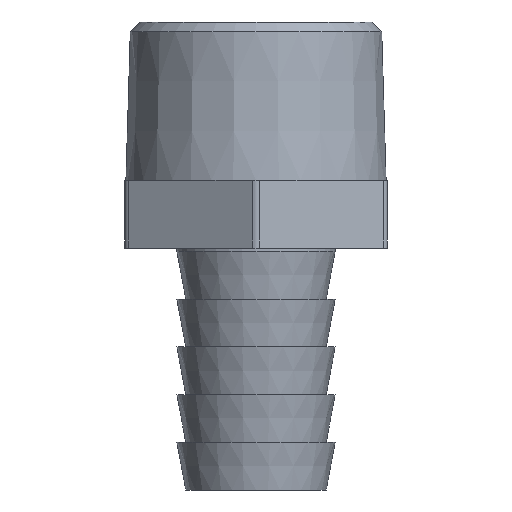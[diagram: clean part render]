
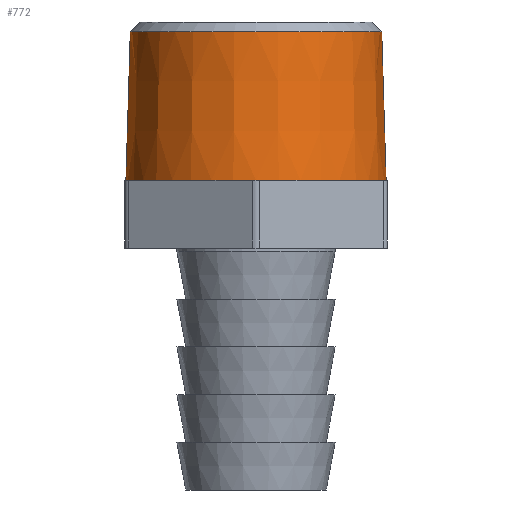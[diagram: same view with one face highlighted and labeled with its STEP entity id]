
A CAD part, front view. The second image highlights one B-rep face of the part: STEP entity #772.
In plain terms, the highlighted conical face has half-angle 1.7 degrees and reference radius 13.36 mm.
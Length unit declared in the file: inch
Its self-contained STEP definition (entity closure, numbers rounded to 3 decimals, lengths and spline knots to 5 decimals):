
#53 = DIRECTION ( 'NONE',  ( 0., 0., 1. ) ) ;
#63 = EDGE_CURVE ( 'NONE', #992, #1036, #901, .T. ) ;
#162 = CIRCLE ( 'NONE', #172, 0.526 ) ;
#172 = AXIS2_PLACEMENT_3D ( 'NONE', #611, #53, #710 ) ;
#181 = ORIENTED_EDGE ( 'NONE', *, *, #63, .T. ) ;
#188 = DIRECTION ( 'NONE',  ( -0.03, 0., -1. ) ) ;
#210 = AXIS2_PLACEMENT_3D ( 'NONE', #468, #566, #752 ) ;
#249 = ORIENTED_EDGE ( 'NONE', *, *, #684, .F. ) ;
#275 = CIRCLE ( 'NONE', #1201, 0.50819 ) ;
#317 = VERTEX_POINT ( 'NONE', #701 ) ;
#326 = CARTESIAN_POINT ( 'NONE',  ( -0.526, 0., 0.137 ) ) ;
#387 = EDGE_CURVE ( 'NONE', #317, #992, #275, .T. ) ;
#417 = VECTOR ( 'NONE', #188, 39.37008 ) ;
#433 = ORIENTED_EDGE ( 'NONE', *, *, #1014, .T. ) ;
#454 = CARTESIAN_POINT ( 'NONE',  ( 0.526, 0., 0.137 ) ) ;
#460 = ORIENTED_EDGE ( 'NONE', *, *, #387, .T. ) ;
#464 = CARTESIAN_POINT ( 'NONE',  ( -0.526, 0., 0.137 ) ) ;
#468 = CARTESIAN_POINT ( 'NONE',  ( 0., 0., 0.137 ) ) ;
#514 = CARTESIAN_POINT ( 'NONE',  ( -0.50819, 0., 0.73702 ) ) ;
#521 = DIRECTION ( 'NONE',  ( 0., 0., -1. ) ) ;
#566 = DIRECTION ( 'NONE',  ( 0., 0., -1. ) ) ;
#581 = VERTEX_POINT ( 'NONE', #922 ) ;
#591 = FACE_OUTER_BOUND ( 'NONE', #671, .T. ) ;
#611 = CARTESIAN_POINT ( 'NONE',  ( 0., 0., 0.137 ) ) ;
#671 = EDGE_LOOP ( 'NONE', ( #460, #181, #433, #249 ) ) ;
#684 = EDGE_CURVE ( 'NONE', #317, #581, #715, .T. ) ;
#701 = CARTESIAN_POINT ( 'NONE',  ( 0.50819, 0., 0.73702 ) ) ;
#710 = DIRECTION ( 'NONE',  ( 1., 0., 0. ) ) ;
#715 = LINE ( 'NONE', #454, #1153 ) ;
#752 = DIRECTION ( 'NONE',  ( 1., 0., 0. ) ) ;
#772 = ADVANCED_FACE ( 'NONE', ( #591 ), #1040, .T. ) ;
#901 = LINE ( 'NONE', #464, #417 ) ;
#922 = CARTESIAN_POINT ( 'NONE',  ( 0.526, 0., 0.137 ) ) ;
#992 = VERTEX_POINT ( 'NONE', #514 ) ;
#1014 = EDGE_CURVE ( 'NONE', #1036, #581, #162, .T. ) ;
#1034 = DIRECTION ( 'NONE',  ( 0.03, 0., -1. ) ) ;
#1036 = VERTEX_POINT ( 'NONE', #326 ) ;
#1040 = CONICAL_SURFACE ( 'NONE', #210, 0.526, 0.03 ) ;
#1096 = CARTESIAN_POINT ( 'NONE',  ( 0., 0., 0.73702 ) ) ;
#1153 = VECTOR ( 'NONE', #1034, 39.37008 ) ;
#1187 = DIRECTION ( 'NONE',  ( -1., 0., 0. ) ) ;
#1201 = AXIS2_PLACEMENT_3D ( 'NONE', #1096, #521, #1187 ) ;
